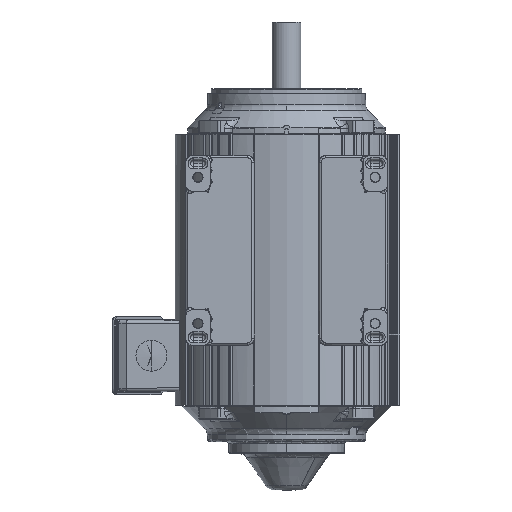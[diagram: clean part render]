
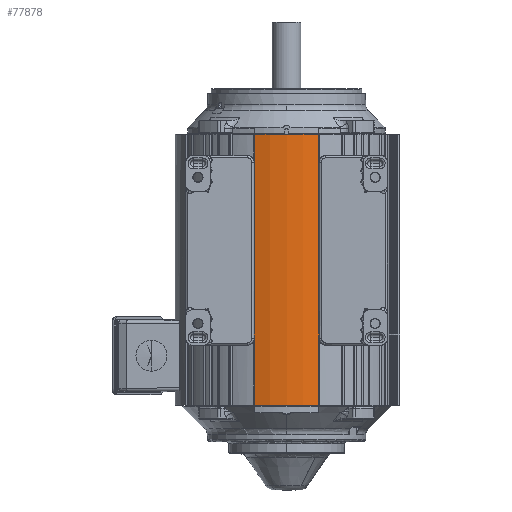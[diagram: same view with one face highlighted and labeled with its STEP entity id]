
A CAD part, front view. The second image highlights one B-rep face of the part: STEP entity #77878.
In plain terms, the highlighted cylindrical face has radius 140.494 mm (diameter 280.988 mm), a partial arc.
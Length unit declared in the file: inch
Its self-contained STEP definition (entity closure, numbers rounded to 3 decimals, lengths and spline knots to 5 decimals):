
#3029 = LINE ( 'NONE', #97043, #91656 ) ;
#10161 = CARTESIAN_POINT ( 'NONE',  ( 1.82026, -5.22318, -7.673 ) ) ;
#11417 = CARTESIAN_POINT ( 'NONE',  ( 0., 0., 7.607 ) ) ;
#11949 = DIRECTION ( 'NONE',  ( 1., 0., 0. ) ) ;
#13951 = CIRCLE ( 'NONE', #55476, 5.53127 ) ;
#14053 = AXIS2_PLACEMENT_3D ( 'NONE', #38041, #29724, #79007 ) ;
#14762 = FACE_OUTER_BOUND ( 'NONE', #33887, .T. ) ;
#20253 = VERTEX_POINT ( 'NONE', #75174 ) ;
#22542 = CARTESIAN_POINT ( 'NONE',  ( 0., 0., -12.45735 ) ) ;
#24392 = ORIENTED_EDGE ( 'NONE', *, *, #39404, .T. ) ;
#25409 = CARTESIAN_POINT ( 'NONE',  ( -1.8187, -5.22372, 7.607 ) ) ;
#29724 = DIRECTION ( 'NONE',  ( 0., 0., 1. ) ) ;
#33887 = EDGE_LOOP ( 'NONE', ( #83130, #24392, #80480, #47462 ) ) ;
#38041 = CARTESIAN_POINT ( 'NONE',  ( 0., 0., -7.673 ) ) ;
#39404 = EDGE_CURVE ( 'NONE', #43979, #20253, #75051, .T. ) ;
#40448 = VERTEX_POINT ( 'NONE', #25409 ) ;
#43979 = VERTEX_POINT ( 'NONE', #10161 ) ;
#47462 = ORIENTED_EDGE ( 'NONE', *, *, #49433, .T. ) ;
#49433 = EDGE_CURVE ( 'NONE', #40448, #67270, #3029, .T. ) ;
#55476 = AXIS2_PLACEMENT_3D ( 'NONE', #11417, #83097, #11949 ) ;
#60491 = CARTESIAN_POINT ( 'NONE',  ( -1.8187, -5.22372, -7.673 ) ) ;
#62189 = CIRCLE ( 'NONE', #14053, 5.53127 ) ;
#63039 = CYLINDRICAL_SURFACE ( 'NONE', #81760, 5.53127 ) ;
#63566 = DIRECTION ( 'NONE',  ( 0., 0., 1. ) ) ;
#67270 = VERTEX_POINT ( 'NONE', #60491 ) ;
#68312 = DIRECTION ( 'NONE',  ( 0., 0., 1. ) ) ;
#75051 = LINE ( 'NONE', #91179, #80114 ) ;
#75174 = CARTESIAN_POINT ( 'NONE',  ( 1.82026, -5.22318, 7.607 ) ) ;
#77878 = ADVANCED_FACE ( 'NONE', ( #14762 ), #63039, .T. ) ;
#79007 = DIRECTION ( 'NONE',  ( 1., 0., 0. ) ) ;
#79923 = EDGE_CURVE ( 'NONE', #20253, #40448, #13951, .T. ) ;
#80114 = VECTOR ( 'NONE', #68312, 39.37008 ) ;
#80480 = ORIENTED_EDGE ( 'NONE', *, *, #79923, .T. ) ;
#80928 = DIRECTION ( 'NONE',  ( 0., 0., -1. ) ) ;
#81760 = AXIS2_PLACEMENT_3D ( 'NONE', #22542, #63566, #101485 ) ;
#83097 = DIRECTION ( 'NONE',  ( 0., 0., -1. ) ) ;
#83130 = ORIENTED_EDGE ( 'NONE', *, *, #83370, .T. ) ;
#83370 = EDGE_CURVE ( 'NONE', #67270, #43979, #62189, .T. ) ;
#91179 = CARTESIAN_POINT ( 'NONE',  ( 1.82026, -5.22318, -12.45735 ) ) ;
#91656 = VECTOR ( 'NONE', #80928, 39.37008 ) ;
#97043 = CARTESIAN_POINT ( 'NONE',  ( -1.8187, -5.22372, -12.45735 ) ) ;
#101485 = DIRECTION ( 'NONE',  ( 1., 0., 0. ) ) ;
